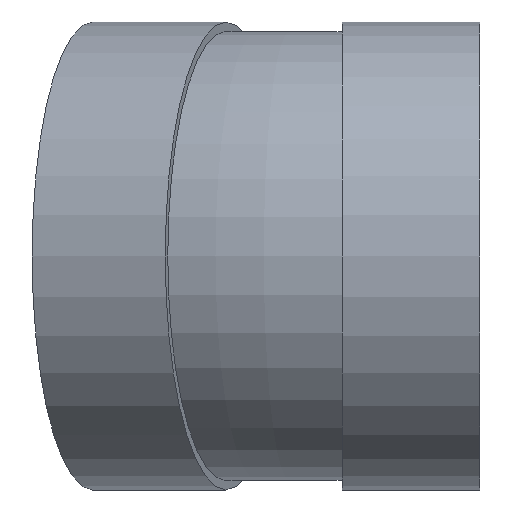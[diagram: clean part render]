
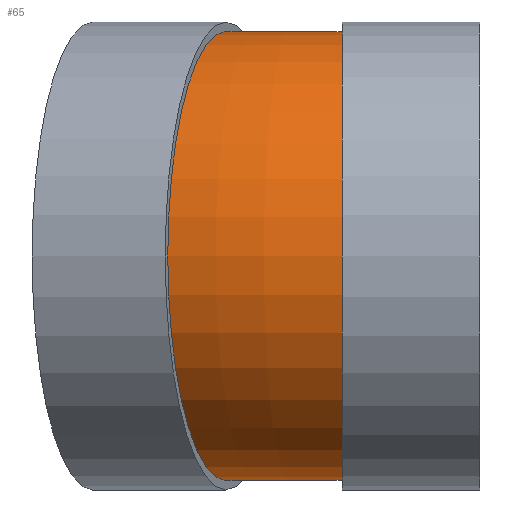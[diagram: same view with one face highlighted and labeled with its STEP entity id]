
A CAD part, left-side view. The second image highlights one B-rep face of the part: STEP entity #65.
In plain terms, the highlighted toroidal (fillet/blend) face has major radius 140 mm and minor radius 70 mm.
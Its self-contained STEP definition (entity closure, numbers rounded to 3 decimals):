
#65 = ADVANCED_FACE( '', ( #126, #127 ), #128, .T. );
#126 = FACE_OUTER_BOUND( '', #188, .T. );
#127 = FACE_OUTER_BOUND( '', #189, .T. );
#128 = TOROIDAL_SURFACE( '', #190, 140., 70. );
#188 = EDGE_LOOP( '', ( #244 ) );
#189 = EDGE_LOOP( '', ( #245 ) );
#190 = AXIS2_PLACEMENT_3D( '', #246, #247, #248 );
#244 = ORIENTED_EDGE( '', *, *, #308, .T. );
#245 = ORIENTED_EDGE( '', *, *, #303, .F. );
#246 = CARTESIAN_POINT( '', ( 140., 43., 0. ) );
#247 = DIRECTION( '', ( 0., 0., -1. ) );
#248 = DIRECTION( '', ( -1., 0., 0. ) );
#303 = EDGE_CURVE( '', #330, #330, #331, .T. );
#308 = EDGE_CURVE( '', #338, #338, #339, .T. );
#330 = VERTEX_POINT( '', #366 );
#331 = CIRCLE( '', #367, 70. );
#338 = VERTEX_POINT( '', #374 );
#339 = CIRCLE( '', #375, 70. );
#366 = CARTESIAN_POINT( '', ( 72.385, 61.117, 0. ) );
#367 = AXIS2_PLACEMENT_3D( '', #403, #404, #405 );
#374 = CARTESIAN_POINT( '', ( 70., 43., 0. ) );
#375 = AXIS2_PLACEMENT_3D( '', #412, #413, #414 );
#403 = CARTESIAN_POINT( '', ( 4.77, 79.235, 0. ) );
#404 = DIRECTION( '', ( 0.259, 0.966, 0. ) );
#405 = DIRECTION( '', ( 0.966, -0.259, 0. ) );
#412 = CARTESIAN_POINT( '', ( 0., 43., 0. ) );
#413 = DIRECTION( '', ( 0., 1., 0. ) );
#414 = DIRECTION( '', ( 1., 0., 0. ) );
